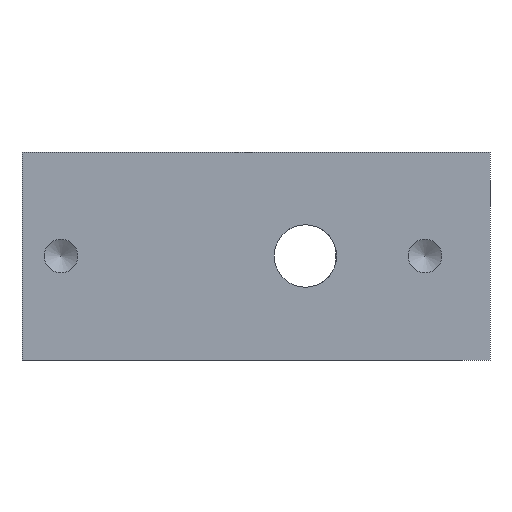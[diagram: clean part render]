
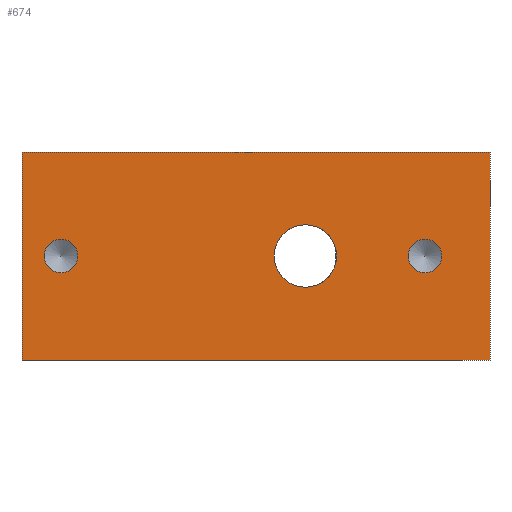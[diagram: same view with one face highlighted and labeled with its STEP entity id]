
A CAD part, front view. The second image highlights one B-rep face of the part: STEP entity #674.
In plain terms, the highlighted planar face has unit normal (0, -1, 0).
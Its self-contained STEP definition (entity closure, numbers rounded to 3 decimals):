
#27=LINE('',#1041,#64);
#32=LINE('',#1052,#69);
#40=LINE('',#1104,#77);
#51=LINE('',#1218,#88);
#64=VECTOR('',#810,20.);
#69=VECTOR('',#817,20.);
#77=VECTOR('',#833,45.);
#88=VECTOR('',#922,45.);
#112=PLANE('',#754);
#153=FACE_BOUND('',#316,.T.);
#154=FACE_BOUND('',#317,.T.);
#155=FACE_BOUND('',#318,.T.);
#186=CIRCLE('',#736,3.);
#189=CIRCLE('',#746,1.621);
#191=CIRCLE('',#750,1.621);
#233=FACE_OUTER_BOUND('',#315,.T.);
#315=EDGE_LOOP('',(#601,#602,#603,#604));
#316=EDGE_LOOP('',(#605));
#317=EDGE_LOOP('',(#606));
#318=EDGE_LOOP('',(#607));
#346=VERTEX_POINT('',#1038);
#347=VERTEX_POINT('',#1040);
#351=VERTEX_POINT('',#1049);
#352=VERTEX_POINT('',#1051);
#380=VERTEX_POINT('',#1199);
#384=VERTEX_POINT('',#1224);
#386=VERTEX_POINT('',#1230);
#410=EDGE_CURVE('',#346,#347,#27,.T.);
#415=EDGE_CURVE('',#352,#351,#32,.T.);
#425=EDGE_CURVE('',#346,#352,#40,.T.);
#451=EDGE_CURVE('',#380,#380,#186,.T.);
#457=EDGE_CURVE('',#351,#347,#51,.T.);
#460=EDGE_CURVE('',#384,#384,#189,.T.);
#462=EDGE_CURVE('',#386,#386,#191,.T.);
#601=ORIENTED_EDGE('',*,*,#457,.T.);
#602=ORIENTED_EDGE('',*,*,#410,.F.);
#603=ORIENTED_EDGE('',*,*,#425,.T.);
#604=ORIENTED_EDGE('',*,*,#415,.T.);
#605=ORIENTED_EDGE('',*,*,#451,.T.);
#606=ORIENTED_EDGE('',*,*,#460,.T.);
#607=ORIENTED_EDGE('',*,*,#462,.T.);
#674=ADVANCED_FACE('',(#233,#153,#154,#155),#112,.T.);
#736=AXIS2_PLACEMENT_3D('',#1200,#906,#907);
#746=AXIS2_PLACEMENT_3D('',#1225,#931,#932);
#750=AXIS2_PLACEMENT_3D('',#1231,#939,#940);
#754=AXIS2_PLACEMENT_3D('',#1235,#947,#948);
#810=DIRECTION('',(0.,0.,1.));
#817=DIRECTION('',(0.,0.,1.));
#833=DIRECTION('',(1.,0.,0.));
#906=DIRECTION('center_axis',(0.,1.,0.));
#907=DIRECTION('ref_axis',(1.,0.,0.));
#922=DIRECTION('',(-1.,0.,0.));
#931=DIRECTION('center_axis',(0.,1.,0.));
#932=DIRECTION('ref_axis',(1.,0.,0.));
#939=DIRECTION('center_axis',(0.,1.,0.));
#940=DIRECTION('ref_axis',(1.,0.,0.));
#947=DIRECTION('center_axis',(0.,-1.,0.));
#948=DIRECTION('ref_axis',(0.,0.,-1.));
#1038=CARTESIAN_POINT('',(-21.25,0.,0.));
#1040=CARTESIAN_POINT('',(-21.25,0.,20.));
#1041=CARTESIAN_POINT('',(-21.25,0.,0.));
#1049=CARTESIAN_POINT('',(23.75,0.,20.));
#1051=CARTESIAN_POINT('',(23.75,0.,0.));
#1052=CARTESIAN_POINT('',(23.75,0.,20.));
#1104=CARTESIAN_POINT('',(21.25,0.,0.));
#1199=CARTESIAN_POINT('',(9.,0.,10.));
#1200=CARTESIAN_POINT('Origin',(6.,0.,10.));
#1218=CARTESIAN_POINT('',(21.25,0.,20.));
#1224=CARTESIAN_POINT('',(19.121,0.,10.));
#1225=CARTESIAN_POINT('Origin',(17.5,0.,10.));
#1230=CARTESIAN_POINT('',(-15.879,0.,10.));
#1231=CARTESIAN_POINT('Origin',(-17.5,0.,10.));
#1235=CARTESIAN_POINT('Origin',(21.25,0.,0.));
